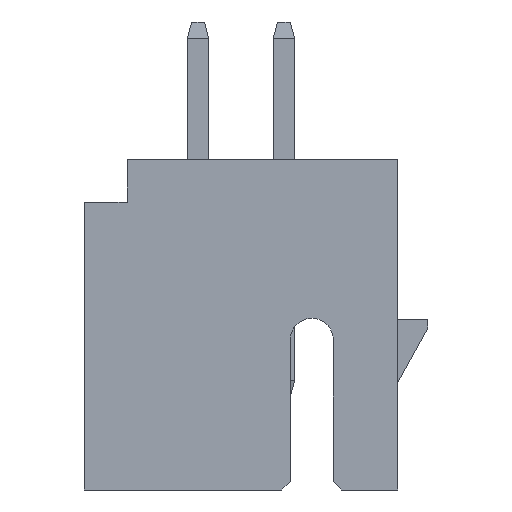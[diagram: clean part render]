
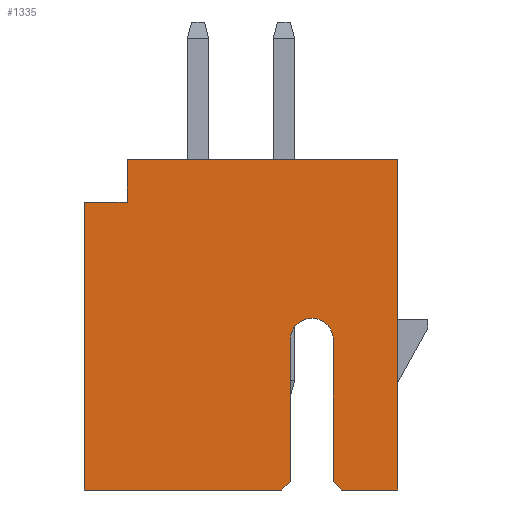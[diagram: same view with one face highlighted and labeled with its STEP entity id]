
A CAD part, left-side view. The second image highlights one B-rep face of the part: STEP entity #1335.
In plain terms, the highlighted planar face has unit normal (-1, 0, 0).
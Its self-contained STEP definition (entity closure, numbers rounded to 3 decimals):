
#61 = EDGE_CURVE ( 'NONE', #5716, #960, #1451, .T. ) ;
#99 = CARTESIAN_POINT ( 'NONE',  ( -2., -3.65, 7.7 ) ) ;
#375 = CARTESIAN_POINT ( 'NONE',  ( -2., -1.65, 3.5 ) ) ;
#437 = EDGE_CURVE ( 'NONE', #1804, #4310, #3702, .T. ) ;
#447 = ORIENTED_EDGE ( 'NONE', *, *, #5299, .T. ) ;
#453 = EDGE_CURVE ( 'NONE', #5951, #495, #4554, .T. ) ;
#495 = VERTEX_POINT ( 'NONE', #2324 ) ;
#583 = DIRECTION ( 'NONE',  ( 0., 0., -1. ) ) ;
#698 = EDGE_CURVE ( 'NONE', #986, #4310, #2841, .T. ) ;
#733 = EDGE_CURVE ( 'NONE', #1804, #8097, #1645, .T. ) ;
#757 = CARTESIAN_POINT ( 'NONE',  ( -2., 2.65, 7.7 ) ) ;
#907 = CARTESIAN_POINT ( 'NONE',  ( -2., -1.65, 4. ) ) ;
#934 = DIRECTION ( 'NONE',  ( 0., 0., 1. ) ) ;
#942 = EDGE_CURVE ( 'NONE', #6399, #2021, #4631, .T. ) ;
#960 = VERTEX_POINT ( 'NONE', #7660 ) ;
#986 = VERTEX_POINT ( 'NONE', #9119 ) ;
#1071 = CARTESIAN_POINT ( 'NONE',  ( -2., 2.65, 7.7 ) ) ;
#1335 = ADVANCED_FACE ( 'NONE', ( #3424 ), #5560, .F. ) ;
#1338 = VECTOR ( 'NONE', #6942, 1000. ) ;
#1451 = LINE ( 'NONE', #4330, #6157 ) ;
#1549 = CARTESIAN_POINT ( 'NONE',  ( -2., -3.65, 7.7 ) ) ;
#1557 = ORIENTED_EDGE ( 'NONE', *, *, #2632, .F. ) ;
#1645 = CIRCLE ( 'NONE', #8589, 0.5 ) ;
#1804 = VERTEX_POINT ( 'NONE', #8334 ) ;
#2018 = ORIENTED_EDGE ( 'NONE', *, *, #698, .T. ) ;
#2021 = VERTEX_POINT ( 'NONE', #3735 ) ;
#2126 = CARTESIAN_POINT ( 'NONE',  ( -2., -1.65, 3.5 ) ) ;
#2200 = DIRECTION ( 'NONE',  ( 0., -1., 0. ) ) ;
#2324 = CARTESIAN_POINT ( 'NONE',  ( -2., -3.65, 7.7 ) ) ;
#2464 = DIRECTION ( 'NONE',  ( 0., -1., 0. ) ) ;
#2630 = VERTEX_POINT ( 'NONE', #3145 ) ;
#2632 = EDGE_CURVE ( 'NONE', #495, #960, #3808, .T. ) ;
#2651 = EDGE_CURVE ( 'NONE', #3481, #2630, #7977, .T. ) ;
#2685 = CARTESIAN_POINT ( 'NONE',  ( -2., 3.65, 7.7 ) ) ;
#2724 = LINE ( 'NONE', #4052, #7452 ) ;
#2841 = LINE ( 'NONE', #7048, #5271 ) ;
#2932 = ORIENTED_EDGE ( 'NONE', *, *, #61, .T. ) ;
#3145 = CARTESIAN_POINT ( 'NONE',  ( -2., -2.15, 3.5 ) ) ;
#3179 = ORIENTED_EDGE ( 'NONE', *, *, #7160, .F. ) ;
#3182 = VECTOR ( 'NONE', #934, 1000. ) ;
#3329 = CIRCLE ( 'NONE', #7418, 0.5 ) ;
#3418 = CARTESIAN_POINT ( 'NONE',  ( -2., 3.65, 6.7 ) ) ;
#3424 = FACE_OUTER_BOUND ( 'NONE', #4208, .T. ) ;
#3454 = DIRECTION ( 'NONE',  ( 0., -0.707, 0.707 ) ) ;
#3481 = VERTEX_POINT ( 'NONE', #7216 ) ;
#3502 = DIRECTION ( 'NONE',  ( 0., 0., -1. ) ) ;
#3669 = DIRECTION ( 'NONE',  ( 0., 0., -1. ) ) ;
#3702 = LINE ( 'NONE', #6532, #6310 ) ;
#3735 = CARTESIAN_POINT ( 'NONE',  ( -2., 3.65, 0. ) ) ;
#3808 = LINE ( 'NONE', #1549, #5914 ) ;
#3948 = VECTOR ( 'NONE', #7453, 1000. ) ;
#3971 = CARTESIAN_POINT ( 'NONE',  ( -2., -3.65, 0. ) ) ;
#4012 = ORIENTED_EDGE ( 'NONE', *, *, #942, .T. ) ;
#4052 = CARTESIAN_POINT ( 'NONE',  ( -2., 3.65, 6.7 ) ) ;
#4101 = LINE ( 'NONE', #4905, #6879 ) ;
#4208 = EDGE_LOOP ( 'NONE', ( #8347, #2018, #9293, #6781, #447, #6620, #6053, #2932, #1557, #5900, #6270, #3179, #4012 ) ) ;
#4290 = DIRECTION ( 'NONE',  ( 0., -0.707, -0.707 ) ) ;
#4310 = VERTEX_POINT ( 'NONE', #5008 ) ;
#4330 = CARTESIAN_POINT ( 'NONE',  ( -2., -3.65, 0. ) ) ;
#4463 = CARTESIAN_POINT ( 'NONE',  ( -2., 2.65, 6.7 ) ) ;
#4517 = DIRECTION ( 'NONE',  ( 0., 0., -1. ) ) ;
#4554 = LINE ( 'NONE', #99, #5261 ) ;
#4631 = LINE ( 'NONE', #2685, #1338 ) ;
#4652 = EDGE_CURVE ( 'NONE', #3481, #5716, #4101, .T. ) ;
#4905 = CARTESIAN_POINT ( 'NONE',  ( -2., -2.15, 0.2 ) ) ;
#5008 = CARTESIAN_POINT ( 'NONE',  ( -2., -1.15, 0.2 ) ) ;
#5261 = VECTOR ( 'NONE', #2464, 1000. ) ;
#5271 = VECTOR ( 'NONE', #3454, 1000. ) ;
#5299 = EDGE_CURVE ( 'NONE', #8097, #2630, #3329, .T. ) ;
#5346 = DIRECTION ( 'NONE',  ( 0., -1., 0. ) ) ;
#5560 = PLANE ( 'NONE',  #8744 ) ;
#5716 = VERTEX_POINT ( 'NONE', #9251 ) ;
#5773 = DIRECTION ( 'NONE',  ( 1., 0., 0. ) ) ;
#5837 = DIRECTION ( 'NONE',  ( 0., 0., -1. ) ) ;
#5900 = ORIENTED_EDGE ( 'NONE', *, *, #453, .F. ) ;
#5914 = VECTOR ( 'NONE', #3669, 1000. ) ;
#5951 = VERTEX_POINT ( 'NONE', #1071 ) ;
#6032 = LINE ( 'NONE', #757, #3182 ) ;
#6053 = ORIENTED_EDGE ( 'NONE', *, *, #4652, .T. ) ;
#6157 = VECTOR ( 'NONE', #2200, 1000. ) ;
#6257 = DIRECTION ( 'NONE',  ( 1., 0., 0. ) ) ;
#6270 = ORIENTED_EDGE ( 'NONE', *, *, #8496, .F. ) ;
#6310 = VECTOR ( 'NONE', #5837, 1000. ) ;
#6399 = VERTEX_POINT ( 'NONE', #3418 ) ;
#6532 = CARTESIAN_POINT ( 'NONE',  ( -2., -1.15, 0. ) ) ;
#6620 = ORIENTED_EDGE ( 'NONE', *, *, #2651, .F. ) ;
#6781 = ORIENTED_EDGE ( 'NONE', *, *, #733, .T. ) ;
#6852 = EDGE_CURVE ( 'NONE', #2021, #986, #7620, .T. ) ;
#6879 = VECTOR ( 'NONE', #4290, 1000. ) ;
#6942 = DIRECTION ( 'NONE',  ( 0., 0., -1. ) ) ;
#7048 = CARTESIAN_POINT ( 'NONE',  ( -2., -0.95, 0. ) ) ;
#7160 = EDGE_CURVE ( 'NONE', #6399, #7791, #2724, .T. ) ;
#7216 = CARTESIAN_POINT ( 'NONE',  ( -2., -2.15, 0.2 ) ) ;
#7418 = AXIS2_PLACEMENT_3D ( 'NONE', #375, #9032, #4517 ) ;
#7452 = VECTOR ( 'NONE', #7830, 1000. ) ;
#7453 = DIRECTION ( 'NONE',  ( 0., 0., 1. ) ) ;
#7620 = LINE ( 'NONE', #3971, #7757 ) ;
#7660 = CARTESIAN_POINT ( 'NONE',  ( -2., -3.65, 0. ) ) ;
#7757 = VECTOR ( 'NONE', #5346, 1000. ) ;
#7791 = VERTEX_POINT ( 'NONE', #4463 ) ;
#7830 = DIRECTION ( 'NONE',  ( 0., -1., 0. ) ) ;
#7977 = LINE ( 'NONE', #8868, #3948 ) ;
#8097 = VERTEX_POINT ( 'NONE', #907 ) ;
#8334 = CARTESIAN_POINT ( 'NONE',  ( -2., -1.15, 3.5 ) ) ;
#8347 = ORIENTED_EDGE ( 'NONE', *, *, #6852, .T. ) ;
#8490 = CARTESIAN_POINT ( 'NONE',  ( -2., -3.65, 7.7 ) ) ;
#8496 = EDGE_CURVE ( 'NONE', #7791, #5951, #6032, .T. ) ;
#8589 = AXIS2_PLACEMENT_3D ( 'NONE', #2126, #5773, #3502 ) ;
#8744 = AXIS2_PLACEMENT_3D ( 'NONE', #8490, #6257, #583 ) ;
#8868 = CARTESIAN_POINT ( 'NONE',  ( -2., -2.15, 0. ) ) ;
#9032 = DIRECTION ( 'NONE',  ( 1., 0., 0. ) ) ;
#9119 = CARTESIAN_POINT ( 'NONE',  ( -2., -0.95, 0. ) ) ;
#9251 = CARTESIAN_POINT ( 'NONE',  ( -2., -2.35, 0. ) ) ;
#9293 = ORIENTED_EDGE ( 'NONE', *, *, #437, .F. ) ;
